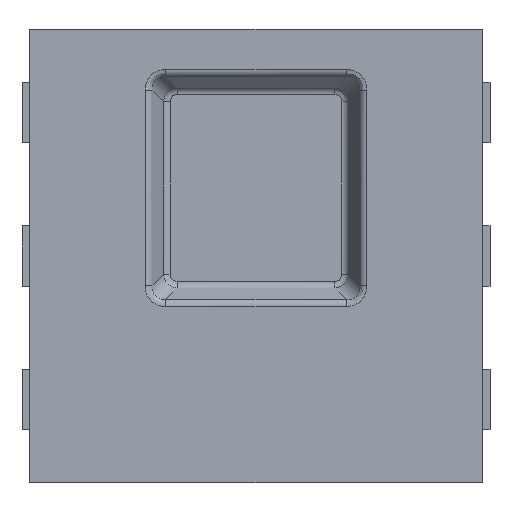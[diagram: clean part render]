
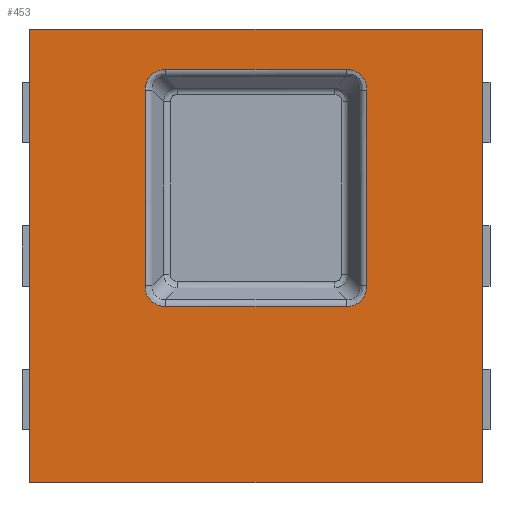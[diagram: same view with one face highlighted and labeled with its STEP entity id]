
A CAD part, top view. The second image highlights one B-rep face of the part: STEP entity #453.
In plain terms, the highlighted planar face has unit normal (0, 0, 1).
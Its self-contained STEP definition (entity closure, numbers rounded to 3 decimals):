
#453 = ADVANCED_FACE('',(#454,#532),#566,.T.);
#454 = FACE_BOUND('',#455,.T.);
#455 = EDGE_LOOP('',(#456,#466,#477,#485,#496,#504,#515,#523));
#456 = ORIENTED_EDGE('',*,*,#457,.T.);
#457 = EDGE_CURVE('',#458,#460,#462,.T.);
#458 = VERTEX_POINT('',#459);
#459 = CARTESIAN_POINT('',(-0.734,-0.198,0.8));
#460 = VERTEX_POINT('',#461);
#461 = CARTESIAN_POINT('',(-0.734,1.098,0.8));
#462 = LINE('',#463,#464);
#463 = CARTESIAN_POINT('',(-0.734,0.,0.8));
#464 = VECTOR('',#465,1.);
#465 = DIRECTION('',(0.,1.,0.));
#466 = ORIENTED_EDGE('',*,*,#467,.T.);
#467 = EDGE_CURVE('',#460,#468,#470,.T.);
#468 = VERTEX_POINT('',#469);
#469 = CARTESIAN_POINT('',(-0.598,1.234,0.8));
#470 = B_SPLINE_CURVE_WITH_KNOTS('',3,(#471,#472,#473,#474,#475,#476),
  .UNSPECIFIED.,.F.,.F.,(4,2,4),(0.,0.5,1.),.UNSPECIFIED.);
#471 = CARTESIAN_POINT('',(-0.734,1.098,0.8));
#472 = CARTESIAN_POINT('',(-0.734,1.138,0.8));
#473 = CARTESIAN_POINT('',(-0.721,1.17,0.8));
#474 = CARTESIAN_POINT('',(-0.671,1.222,0.8));
#475 = CARTESIAN_POINT('',(-0.638,1.234,0.8));
#476 = CARTESIAN_POINT('',(-0.598,1.234,0.8));
#477 = ORIENTED_EDGE('',*,*,#478,.T.);
#478 = EDGE_CURVE('',#468,#479,#481,.T.);
#479 = VERTEX_POINT('',#480);
#480 = CARTESIAN_POINT('',(0.598,1.234,0.8));
#481 = LINE('',#482,#483);
#482 = CARTESIAN_POINT('',(0.,1.234,0.8));
#483 = VECTOR('',#484,1.);
#484 = DIRECTION('',(1.,0.,0.));
#485 = ORIENTED_EDGE('',*,*,#486,.T.);
#486 = EDGE_CURVE('',#479,#487,#489,.T.);
#487 = VERTEX_POINT('',#488);
#488 = CARTESIAN_POINT('',(0.734,1.098,0.8));
#489 = B_SPLINE_CURVE_WITH_KNOTS('',3,(#490,#491,#492,#493,#494,#495),
  .UNSPECIFIED.,.F.,.F.,(4,2,4),(0.,0.5,1.),.UNSPECIFIED.);
#490 = CARTESIAN_POINT('',(0.598,1.234,0.8));
#491 = CARTESIAN_POINT('',(0.638,1.234,0.8));
#492 = CARTESIAN_POINT('',(0.67,1.221,0.8));
#493 = CARTESIAN_POINT('',(0.722,1.171,0.8));
#494 = CARTESIAN_POINT('',(0.734,1.138,0.8));
#495 = CARTESIAN_POINT('',(0.734,1.098,0.8));
#496 = ORIENTED_EDGE('',*,*,#497,.T.);
#497 = EDGE_CURVE('',#487,#498,#500,.T.);
#498 = VERTEX_POINT('',#499);
#499 = CARTESIAN_POINT('',(0.734,-0.198,0.8));
#500 = LINE('',#501,#502);
#501 = CARTESIAN_POINT('',(0.734,0.,0.8));
#502 = VECTOR('',#503,1.);
#503 = DIRECTION('',(0.,-1.,0.));
#504 = ORIENTED_EDGE('',*,*,#505,.T.);
#505 = EDGE_CURVE('',#498,#506,#508,.T.);
#506 = VERTEX_POINT('',#507);
#507 = CARTESIAN_POINT('',(0.598,-0.334,0.8));
#508 = B_SPLINE_CURVE_WITH_KNOTS('',3,(#509,#510,#511,#512,#513,#514),
  .UNSPECIFIED.,.F.,.F.,(4,2,4),(0.,0.5,1.),.UNSPECIFIED.);
#509 = CARTESIAN_POINT('',(0.734,-0.198,0.8));
#510 = CARTESIAN_POINT('',(0.734,-0.238,0.8));
#511 = CARTESIAN_POINT('',(0.721,-0.27,0.8));
#512 = CARTESIAN_POINT('',(0.671,-0.322,0.8));
#513 = CARTESIAN_POINT('',(0.638,-0.334,0.8));
#514 = CARTESIAN_POINT('',(0.598,-0.334,0.8));
#515 = ORIENTED_EDGE('',*,*,#516,.T.);
#516 = EDGE_CURVE('',#506,#517,#519,.T.);
#517 = VERTEX_POINT('',#518);
#518 = CARTESIAN_POINT('',(-0.598,-0.334,0.8));
#519 = LINE('',#520,#521);
#520 = CARTESIAN_POINT('',(0.,-0.334,0.8));
#521 = VECTOR('',#522,1.);
#522 = DIRECTION('',(-1.,0.,0.));
#523 = ORIENTED_EDGE('',*,*,#524,.T.);
#524 = EDGE_CURVE('',#517,#458,#525,.T.);
#525 = B_SPLINE_CURVE_WITH_KNOTS('',3,(#526,#527,#528,#529,#530,#531),
  .UNSPECIFIED.,.F.,.F.,(4,2,4),(0.,0.5,1.),.UNSPECIFIED.);
#526 = CARTESIAN_POINT('',(-0.598,-0.334,0.8));
#527 = CARTESIAN_POINT('',(-0.638,-0.334,0.8));
#528 = CARTESIAN_POINT('',(-0.67,-0.321,0.8));
#529 = CARTESIAN_POINT('',(-0.722,-0.271,0.8));
#530 = CARTESIAN_POINT('',(-0.734,-0.238,0.8));
#531 = CARTESIAN_POINT('',(-0.734,-0.198,0.8));
#532 = FACE_BOUND('',#533,.T.);
#533 = EDGE_LOOP('',(#534,#544,#552,#560));
#534 = ORIENTED_EDGE('',*,*,#535,.T.);
#535 = EDGE_CURVE('',#536,#538,#540,.T.);
#536 = VERTEX_POINT('',#537);
#537 = CARTESIAN_POINT('',(1.5,1.5,0.8));
#538 = VERTEX_POINT('',#539);
#539 = CARTESIAN_POINT('',(-1.5,1.5,0.8));
#540 = LINE('',#541,#542);
#541 = CARTESIAN_POINT('',(0.,1.5,0.8));
#542 = VECTOR('',#543,1.);
#543 = DIRECTION('',(-1.,0.,0.));
#544 = ORIENTED_EDGE('',*,*,#545,.T.);
#545 = EDGE_CURVE('',#538,#546,#548,.T.);
#546 = VERTEX_POINT('',#547);
#547 = CARTESIAN_POINT('',(-1.5,-1.5,0.8));
#548 = LINE('',#549,#550);
#549 = CARTESIAN_POINT('',(-1.5,0.,0.8));
#550 = VECTOR('',#551,1.);
#551 = DIRECTION('',(0.,-1.,0.));
#552 = ORIENTED_EDGE('',*,*,#553,.T.);
#553 = EDGE_CURVE('',#546,#554,#556,.T.);
#554 = VERTEX_POINT('',#555);
#555 = CARTESIAN_POINT('',(1.5,-1.5,0.8));
#556 = LINE('',#557,#558);
#557 = CARTESIAN_POINT('',(0.,-1.5,0.8));
#558 = VECTOR('',#559,1.);
#559 = DIRECTION('',(1.,0.,0.));
#560 = ORIENTED_EDGE('',*,*,#561,.T.);
#561 = EDGE_CURVE('',#554,#536,#562,.T.);
#562 = LINE('',#563,#564);
#563 = CARTESIAN_POINT('',(1.5,0.,0.8));
#564 = VECTOR('',#565,1.);
#565 = DIRECTION('',(0.,1.,0.));
#566 = PLANE('',#567);
#567 = AXIS2_PLACEMENT_3D('',#568,#569,#570);
#568 = CARTESIAN_POINT('',(0.,0.,0.8)
  );
#569 = DIRECTION('',(0.,0.,1.));
#570 = DIRECTION('',(0.,1.,0.));
